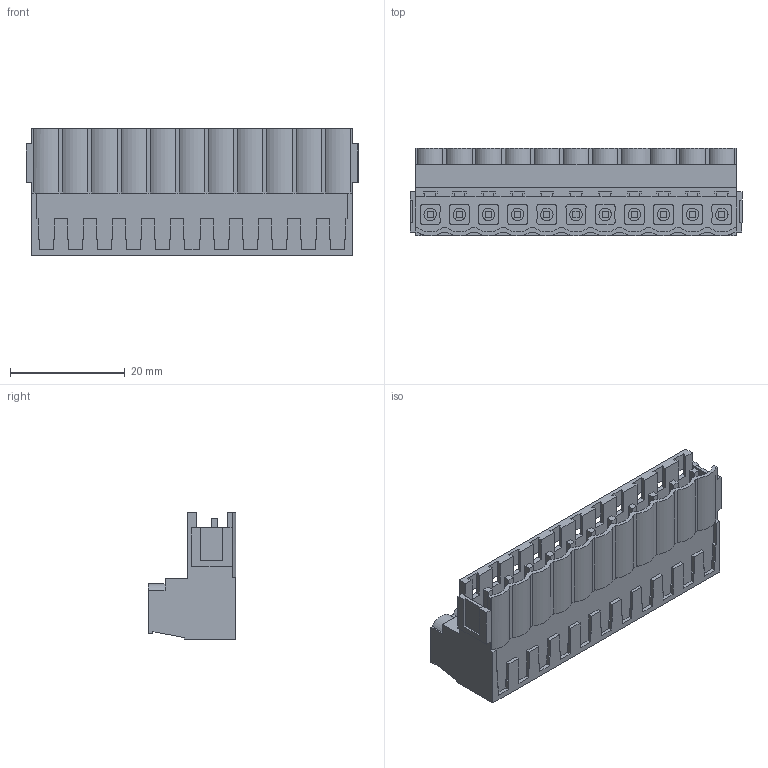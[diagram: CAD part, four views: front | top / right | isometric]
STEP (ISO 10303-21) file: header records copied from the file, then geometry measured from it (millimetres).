
FILE_DESCRIPTION(('CATIA V5 STEP Exchange','CAx-IF Rec.Pracs.--- Model Styling and Organization---1.4--- 2014-01-23'),'2;1');
FILE_NAME ('D1454257_1_1645320000_1645320000.stp','2022-08-02T11:16:06+00:00',('none'),('Weidmueller'),'CATIA Version 5-6 Release 2016 SP3 HF44','CATIA V5 STEP AP214','none');
FILE_SCHEMA(('AUTOMOTIVE_DESIGN { 1 0 10303 214 1 1 1 1 }'));
Length unit declared in the file: millimetre
Products named in the file (1): 1645320000
Bounding box: 57.84 x 15.3 x 22.05 mm (x, y, z)
Volume: 9601.8 mm3; surface area: 8389.5 mm2
Topology: 23 solids, 23 shells, 786 faces, 2048 edges, 1352 vertices
Faces by surface type: plane 599, cylinder 143, extrusion 44
Entity records: 23433 total; most frequent: CARTESIAN_POINT 5556, ORIENTED_EDGE 4096, DIRECTION 2827, EDGE_CURVE 2048, VECTOR 1672, LINE 1628, VERTEX_POINT 1352, EDGE_LOOP 852
